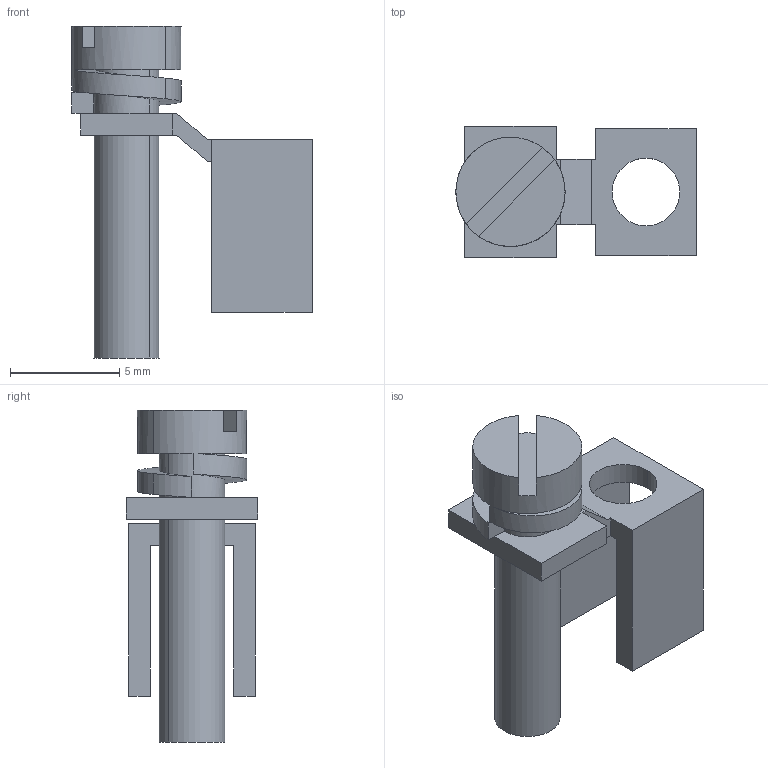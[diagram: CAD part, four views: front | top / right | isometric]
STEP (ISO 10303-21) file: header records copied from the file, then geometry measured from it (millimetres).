
FILE_DESCRIPTION(('Creo Elements/Direct Modeling STEP Export'),'2;1');
FILE_NAME('model.stp','2020-01-23T 0:25:07',(''),(''),'Creo Elements/Direct Modeling STEP processor for AP214 (Solid Model)','Creo Elements/Direct Modeling 20.1A 29-Sep-2018 (C) Parametric Technology GmbH','');
FILE_SCHEMA(('AUTOMOTIVE_DESIGN { 1 0 10303 214 1 1 1 1 }'));
Length unit declared in the file: millimetre
Products named in the file (2): KB_6_EX-select
Assembly tree (1 placements, depth 2):
  KB_6_EX-select
    KB_6_EX-select
Bounding box: 11 x 6 x 15.2 mm (x, y, z)
Volume: 246.6 mm3; surface area: 517.6 mm2
Topology: 1 solids, 1 shells, 45 faces, 124 edges, 83 vertices
Faces by surface type: plane 31, cylinder 12, bspline 2
Entity records: 2373 total; most frequent: CARTESIAN_POINT 931, ORIENTED_EDGE 248, DIRECTION 173, EDGE_CURVE 124, VERTEX_POINT 83, VECTOR 81, LINE 81, EDGE_LOOP 49
